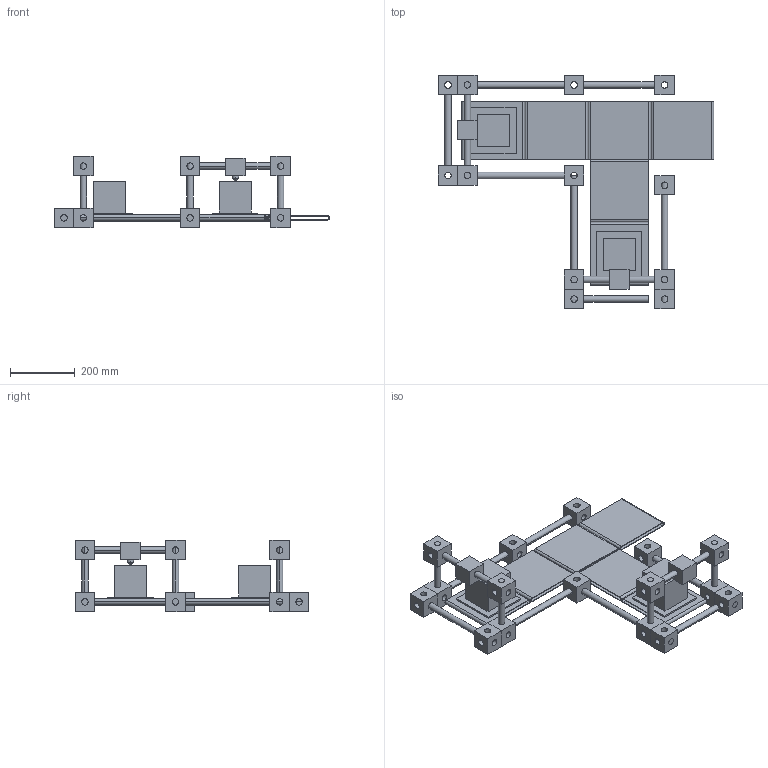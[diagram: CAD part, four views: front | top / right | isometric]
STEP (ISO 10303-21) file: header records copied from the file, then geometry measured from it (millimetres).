
FILE_DESCRIPTION(('CATIA V5 STEP Exchange'),'2;1');
FILE_NAME('Prototipo6.stp','2016-05-01T19:26:09+00:00',('none'),('none'),'CATIA Version 5 Release 19 SP 2 (IN-10)','CATIA V5 STEP AP203','none');
FILE_SCHEMA(('CONFIG_CONTROL_DESIGN'));
Length unit declared in the file: millimetre
Products named in the file (1): Prototipo_6
Assembly tree (46 placements, depth 2):
  Prototipo_6
    #58  x16
    #773  x2
    #948  x6
    #1259  x2
    #1614  x2
    #1733  x5
    #1867  x2
    #2076  x4
    #2358  x2
    #2708  x2
    #2731
    #2754  x2
Bounding box: 852 x 722.14 x 220 mm (x, y, z)
Volume: 7212818.8 mm3; surface area: 1784456 mm2
Topology: 41 solids, 41 shells, 456 faces, 1238 edges, 798 vertices
Faces by surface type: cylinder 258, plane 194, cone 4
Entity records: 2704 total; most frequent: CARTESIAN_POINT 556, DIRECTION 432, ORIENTED_EDGE 316, AXIS2_PLACEMENT_3D 193, EDGE_CURVE 158, VERTEX_POINT 103, VECTOR 92, LINE 92
